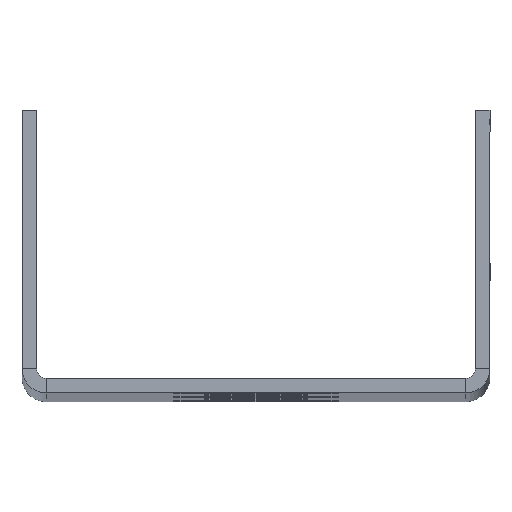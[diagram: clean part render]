
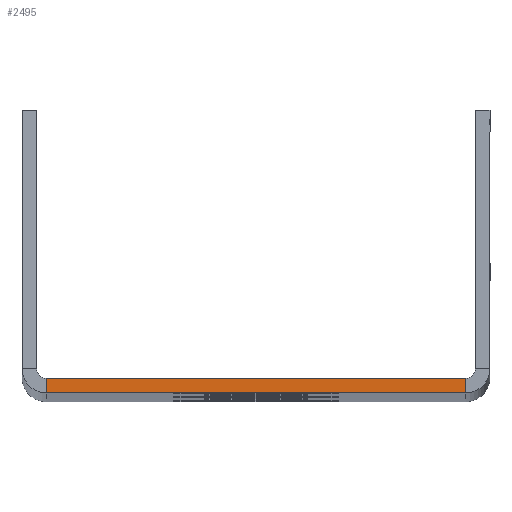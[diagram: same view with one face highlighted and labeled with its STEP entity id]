
A CAD part, top view. The second image highlights one B-rep face of the part: STEP entity #2495.
In plain terms, the highlighted planar face has unit normal (0, 0, 1).
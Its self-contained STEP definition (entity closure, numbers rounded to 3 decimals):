
#305 = DIRECTION ( 'NONE',  ( -1., 0., 0. ) ) ;
#402 = CARTESIAN_POINT ( 'NONE',  ( 24., 0., 520. ) ) ;
#436 = DIRECTION ( 'NONE',  ( 1., 0., 0. ) ) ;
#437 = CARTESIAN_POINT ( 'NONE',  ( 21.5, 1.5, 520. ) ) ;
#443 = DIRECTION ( 'NONE',  ( 0., -1., 0. ) ) ;
#448 = CARTESIAN_POINT ( 'NONE',  ( 24., 29., 520. ) ) ;
#466 = DIRECTION ( 'NONE',  ( 1., 0., 0. ) ) ;
#467 = PLANE ( 'NONE',  #2442 ) ;
#471 = CARTESIAN_POINT ( 'NONE',  ( -21.5, 1.5, 520. ) ) ;
#472 = DIRECTION ( 'NONE',  ( 0., 0., 1. ) ) ;
#632 = CARTESIAN_POINT ( 'NONE',  ( 21.5, 0., 520. ) ) ;
#696 = DIRECTION ( 'NONE',  ( 0., 1., 0. ) ) ;
#755 = CARTESIAN_POINT ( 'NONE',  ( -21.5, 1.5, 520. ) ) ;
#797 = CARTESIAN_POINT ( 'NONE',  ( -21.5, 0., 520. ) ) ;
#1114 = CARTESIAN_POINT ( 'NONE',  ( 21.5, 0., 520. ) ) ;
#1127 = CARTESIAN_POINT ( 'NONE',  ( 21.5, 1.5, 520. ) ) ;
#1773 = ORIENTED_EDGE ( 'NONE', *, *, #3607, .T. ) ;
#1798 = ORIENTED_EDGE ( 'NONE', *, *, #3623, .F. ) ;
#1883 = VERTEX_POINT ( 'NONE', #797 ) ;
#1888 = VERTEX_POINT ( 'NONE', #755 ) ;
#1915 = ORIENTED_EDGE ( 'NONE', *, *, #3589, .T. ) ;
#1988 = VERTEX_POINT ( 'NONE', #1127 ) ;
#1992 = VERTEX_POINT ( 'NONE', #1114 ) ;
#2442 = AXIS2_PLACEMENT_3D ( 'NONE', #448, #472, #466 ) ;
#2495 = ADVANCED_FACE ( 'NONE', ( #3724 ), #467, .T. ) ;
#3589 = EDGE_CURVE ( 'NONE', #1888, #1883, #3841, .T. ) ;
#3591 = EDGE_CURVE ( 'NONE', #1888, #1988, #3848, .T. ) ;
#3607 = EDGE_CURVE ( 'NONE', #1992, #1988, #3868, .T. ) ;
#3623 = EDGE_CURVE ( 'NONE', #1992, #1883, #3890, .T. ) ;
#3724 = FACE_OUTER_BOUND ( 'NONE', #3976, .T. ) ;
#3841 = LINE ( 'NONE', #471, #3847 ) ;
#3847 = VECTOR ( 'NONE', #443, 1000. ) ;
#3848 = LINE ( 'NONE', #437, #3850 ) ;
#3850 = VECTOR ( 'NONE', #436, 1000. ) ;
#3868 = LINE ( 'NONE', #632, #3872 ) ;
#3872 = VECTOR ( 'NONE', #696, 1000. ) ;
#3890 = LINE ( 'NONE', #402, #3896 ) ;
#3896 = VECTOR ( 'NONE', #305, 1000. ) ;
#3976 = EDGE_LOOP ( 'NONE', ( #4105, #1915, #1798, #1773 ) ) ;
#4105 = ORIENTED_EDGE ( 'NONE', *, *, #3591, .F. ) ;
